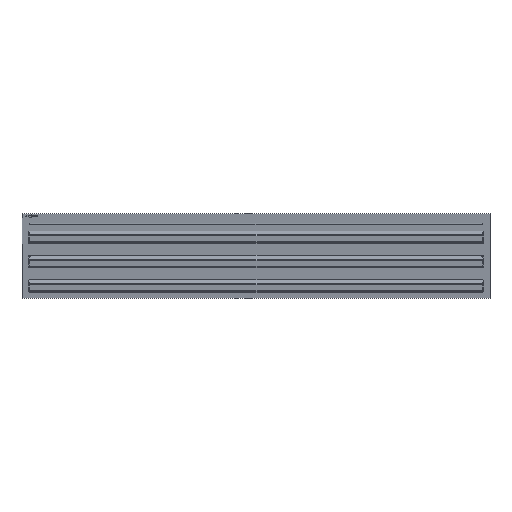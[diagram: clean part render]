
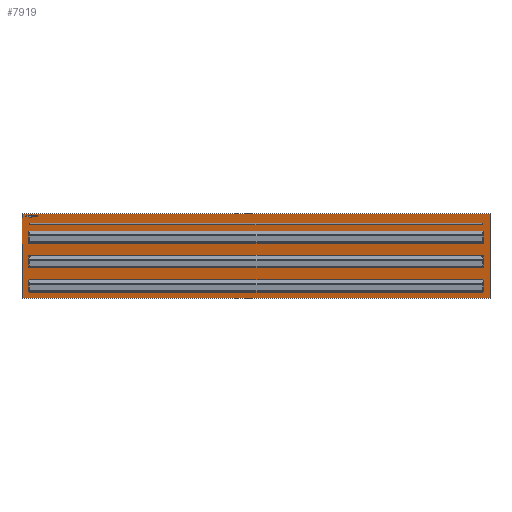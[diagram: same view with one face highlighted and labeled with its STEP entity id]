
A CAD part, top view. The second image highlights one B-rep face of the part: STEP entity #7919.
In plain terms, the highlighted face is planar.
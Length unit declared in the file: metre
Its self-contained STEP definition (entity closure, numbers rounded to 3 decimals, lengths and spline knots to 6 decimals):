
#7919 = ADVANCED_FACE('',(#7920),#7934,.T.);
#7920 = FACE_BOUND('',#7921,.T.);
#7921 = EDGE_LOOP('',(#7922,#7945,#7961,#7977));
#7922 = ORIENTED_EDGE('',*,*,#7923,.F.);
#7923 = EDGE_CURVE('',#7924,#7926,#7928,.T.);
#7924 = VERTEX_POINT('',#7925);
#7925 = CARTESIAN_POINT('',(0.,-0.006,7.5));
#7926 = VERTEX_POINT('',#7927);
#7927 = CARTESIAN_POINT('',(2.761467,-0.006,7.5));
#7928 = SURFACE_CURVE('',#7929,(#7933),.PCURVE_S1.);
#7929 = LINE('',#7930,#7931);
#7930 = CARTESIAN_POINT('',(0.,-0.006,7.5));
#7931 = VECTOR('',#7932,1.);
#7932 = DIRECTION('',(1.,0.,0.));
#7933 = PCURVE('',#7934,#7939);
#7934 = PLANE('',#7935);
#7935 = AXIS2_PLACEMENT_3D('',#7936,#7937,#7938);
#7936 = CARTESIAN_POINT('',(1.380734,-0.006,0.));
#7937 = DIRECTION('',(0.,-1.,0.));
#7938 = DIRECTION('',(-1.,0.,0.));
#7939 = DEFINITIONAL_REPRESENTATION('',(#7940),#7944);
#7940 = LINE('',#7941,#7942);
#7941 = CARTESIAN_POINT('',(1.381,-7.5));
#7942 = VECTOR('',#7943,1.);
#7943 = DIRECTION('',(-1.,-0.));
#7944 = ( GEOMETRIC_REPRESENTATION_CONTEXT(2) 
PARAMETRIC_REPRESENTATION_CONTEXT() REPRESENTATION_CONTEXT('2D SPACE',''
  ) );
#7945 = ORIENTED_EDGE('',*,*,#7946,.T.);
#7946 = EDGE_CURVE('',#7924,#7947,#7949,.T.);
#7947 = VERTEX_POINT('',#7948);
#7948 = CARTESIAN_POINT('',(0.,-0.006,-7.5));
#7949 = SURFACE_CURVE('',#7950,(#7954),.PCURVE_S1.);
#7950 = LINE('',#7951,#7952);
#7951 = CARTESIAN_POINT('',(0.,-0.006,7.5));
#7952 = VECTOR('',#7953,1.);
#7953 = DIRECTION('',(0.,0.,-1.));
#7954 = PCURVE('',#7934,#7955);
#7955 = DEFINITIONAL_REPRESENTATION('',(#7956),#7960);
#7956 = LINE('',#7957,#7958);
#7957 = CARTESIAN_POINT('',(1.381,-7.5));
#7958 = VECTOR('',#7959,1.);
#7959 = DIRECTION('',(0.,1.));
#7960 = ( GEOMETRIC_REPRESENTATION_CONTEXT(2) 
PARAMETRIC_REPRESENTATION_CONTEXT() REPRESENTATION_CONTEXT('2D SPACE',''
  ) );
#7961 = ORIENTED_EDGE('',*,*,#7962,.T.);
#7962 = EDGE_CURVE('',#7947,#7963,#7965,.T.);
#7963 = VERTEX_POINT('',#7964);
#7964 = CARTESIAN_POINT('',(2.761467,-0.006,-7.5));
#7965 = SURFACE_CURVE('',#7966,(#7970),.PCURVE_S1.);
#7966 = LINE('',#7967,#7968);
#7967 = CARTESIAN_POINT('',(0.,-0.006,-7.5));
#7968 = VECTOR('',#7969,1.);
#7969 = DIRECTION('',(1.,0.,0.));
#7970 = PCURVE('',#7934,#7971);
#7971 = DEFINITIONAL_REPRESENTATION('',(#7972),#7976);
#7972 = LINE('',#7973,#7974);
#7973 = CARTESIAN_POINT('',(1.381,7.5));
#7974 = VECTOR('',#7975,1.);
#7975 = DIRECTION('',(-1.,-0.));
#7976 = ( GEOMETRIC_REPRESENTATION_CONTEXT(2) 
PARAMETRIC_REPRESENTATION_CONTEXT() REPRESENTATION_CONTEXT('2D SPACE',''
  ) );
#7977 = ORIENTED_EDGE('',*,*,#7978,.F.);
#7978 = EDGE_CURVE('',#7926,#7963,#7979,.T.);
#7979 = SURFACE_CURVE('',#7980,(#7984),.PCURVE_S1.);
#7980 = LINE('',#7981,#7982);
#7981 = CARTESIAN_POINT('',(2.761467,-0.006,7.5));
#7982 = VECTOR('',#7983,1.);
#7983 = DIRECTION('',(0.,0.,-1.));
#7984 = PCURVE('',#7934,#7985);
#7985 = DEFINITIONAL_REPRESENTATION('',(#7986),#7990);
#7986 = LINE('',#7987,#7988);
#7987 = CARTESIAN_POINT('',(-1.381,-7.5));
#7988 = VECTOR('',#7989,1.);
#7989 = DIRECTION('',(0.,1.));
#7990 = ( GEOMETRIC_REPRESENTATION_CONTEXT(2) 
PARAMETRIC_REPRESENTATION_CONTEXT() REPRESENTATION_CONTEXT('2D SPACE',''
  ) );
